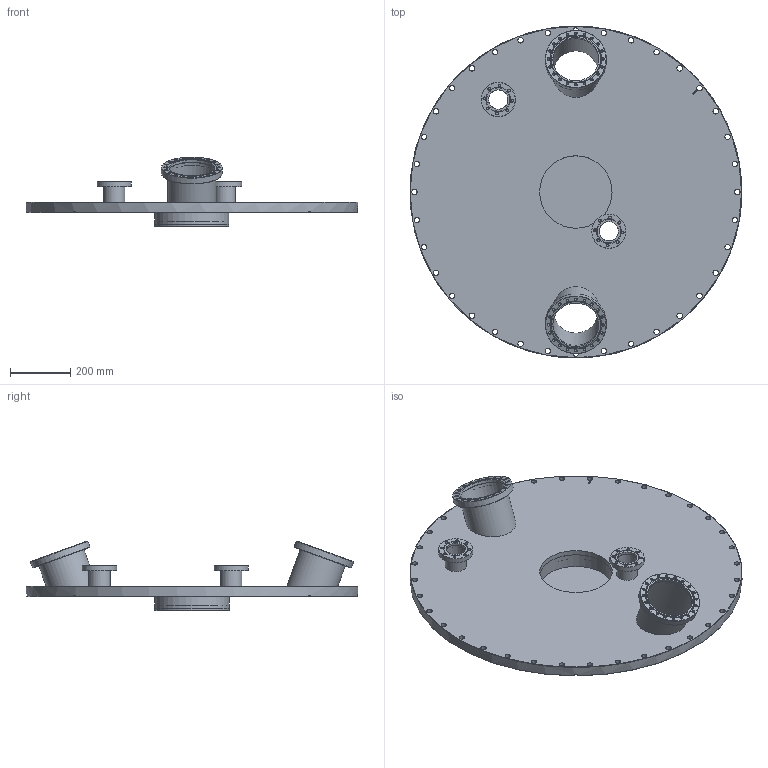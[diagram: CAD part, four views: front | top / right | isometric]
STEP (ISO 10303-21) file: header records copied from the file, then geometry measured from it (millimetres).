
FILE_DESCRIPTION((''),'2;1');
FILE_NAME('Flange 1100 for minitower gr.4.stp','2013-06-28T09:22:34',('Gianni'),(''),'Autodesk Inventor 2010','Autodesk Inventor 2010','');
FILE_SCHEMA(('AUTOMOTIVE_DESIGN { 1 0 10303 214 1 1 1 1 }'));
Length unit declared in the file: millimetre
Products named in the file (9): Flange 1100 for minitower gr; Part-1-flange minitower Gr; Part-6-collar flange 160; Part-6-collar flange 160_1; flangia DN 160 CF welding flange; Part-2-collar hole Gr,4; Part-3-pug Gr; Part-4-collar flange 63; flangia DN 63 CF welding flange
Assembly tree (11 placements, depth 2):
  Flange 1100 for minitower gr
    Part-1-flange minitower Gr
    Part-6-collar flange 160
    Part-6-collar flange 160_1
    flangia DN 160 CF welding flange  x2
    Part-2-collar hole Gr,4
    Part-3-pug Gr
    Part-4-collar flange 63  x2
    flangia DN 63 CF welding flange  x2
Bounding box: 1098.96 x 1099.03 x 231.62 mm (x, y, z)
Volume: 30916644.2 mm3; surface area: 2751653.1 mm2
Topology: 11 solids, 11 shells, 273 faces, 765 edges, 528 vertices
Faces by surface type: bspline 103, plane 74, cone 54, cylinder 42
Full cylindrical faces by diameter (mm): 64 x4, 70 x4, 82.4 x2, 113.5 x2, 153 x4, 159 x3, 159.5 x2, 169.8 x2, 202.5 x2, 240 x3, 246 x2, 246.5 x1, 1029 x1, 1047.6 x1, 1100 x1
Entity records: 6916 total; most frequent: CARTESIAN_POINT 2177, DIRECTION 917, ORIENTED_EDGE 730, EDGE_LOOP 481, AXIS2_PLACEMENT_3D 410, EDGE_CURVE 365, VERTEX_POINT 314, FACE_BOUND 282
